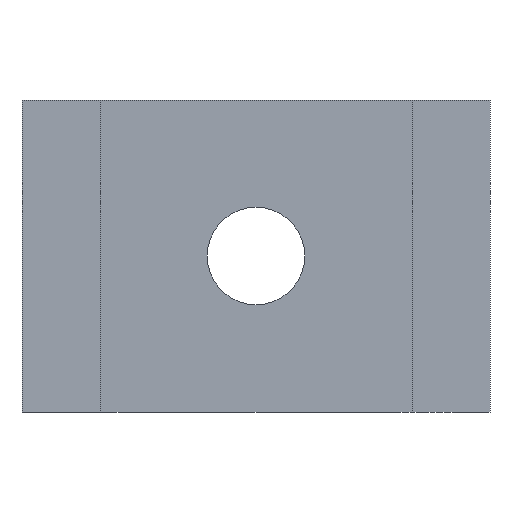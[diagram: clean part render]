
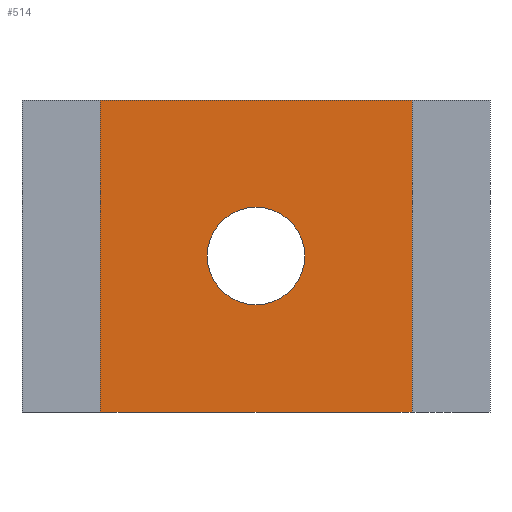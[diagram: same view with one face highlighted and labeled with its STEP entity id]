
A CAD part, front view. The second image highlights one B-rep face of the part: STEP entity #514.
In plain terms, the highlighted planar face has unit normal (0, -1, 0).
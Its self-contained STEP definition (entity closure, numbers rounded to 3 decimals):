
#4 = EDGE_LOOP ( 'NONE', ( #410, #91 ) ) ;
#30 = VERTEX_POINT ( 'NONE', #178 ) ;
#36 = EDGE_CURVE ( 'NONE', #219, #163, #205, .T. ) ;
#45 = EDGE_CURVE ( 'NONE', #163, #219, #231, .T. ) ;
#62 = EDGE_CURVE ( 'NONE', #332, #30, #341, .T. ) ;
#64 = ORIENTED_EDGE ( 'NONE', *, *, #239, .T. ) ;
#71 = LINE ( 'NONE', #75, #76 ) ;
#75 = CARTESIAN_POINT ( 'NONE',  ( -20., 2., 20. ) ) ;
#76 = VECTOR ( 'NONE', #77, 1000. ) ;
#77 = DIRECTION ( 'NONE',  ( 0., 0., -1. ) ) ;
#91 = ORIENTED_EDGE ( 'NONE', *, *, #45, .T. ) ;
#112 = CARTESIAN_POINT ( 'NONE',  ( 20., 2., -20. ) ) ;
#140 = CARTESIAN_POINT ( 'NONE',  ( -20., 2., 20. ) ) ;
#150 = CARTESIAN_POINT ( 'NONE',  ( -20., 2., -20. ) ) ;
#163 = VERTEX_POINT ( 'NONE', #393 ) ;
#178 = CARTESIAN_POINT ( 'NONE',  ( 20., 2., 20. ) ) ;
#205 = CIRCLE ( 'NONE', #206, 6.25 ) ;
#206 = AXIS2_PLACEMENT_3D ( 'NONE', #207, #208, #209 ) ;
#207 = CARTESIAN_POINT ( 'NONE',  ( 0., 2., 0. ) ) ;
#208 = DIRECTION ( 'NONE',  ( 0., 1., 0. ) ) ;
#209 = DIRECTION ( 'NONE',  ( 0., 0., 1. ) ) ;
#218 = ORIENTED_EDGE ( 'NONE', *, *, #491, .T. ) ;
#219 = VERTEX_POINT ( 'NONE', #414 ) ;
#231 = CIRCLE ( 'NONE', #232, 6.25 ) ;
#232 = AXIS2_PLACEMENT_3D ( 'NONE', #233, #234, #235 ) ;
#233 = CARTESIAN_POINT ( 'NONE',  ( 0., 2., 0. ) ) ;
#234 = DIRECTION ( 'NONE',  ( 0., 1., 0. ) ) ;
#235 = DIRECTION ( 'NONE',  ( 0., 0., 1. ) ) ;
#236 = ORIENTED_EDGE ( 'NONE', *, *, #62, .F. ) ;
#237 = EDGE_CURVE ( 'NONE', #30, #293, #415, .T. ) ;
#238 = ORIENTED_EDGE ( 'NONE', *, *, #237, .F. ) ;
#239 = EDGE_CURVE ( 'NONE', #353, #293, #419, .T. ) ;
#293 = VERTEX_POINT ( 'NONE', #112 ) ;
#332 = VERTEX_POINT ( 'NONE', #140 ) ;
#341 = LINE ( 'NONE', #342, #343 ) ;
#342 = CARTESIAN_POINT ( 'NONE',  ( 20., 2., 20. ) ) ;
#343 = VECTOR ( 'NONE', #344, 1000. ) ;
#344 = DIRECTION ( 'NONE',  ( 1., 0., 0. ) ) ;
#345 = FACE_BOUND ( 'NONE', #4, .T. ) ;
#346 = FACE_OUTER_BOUND ( 'NONE', #409, .T. ) ;
#347 = PLANE ( 'NONE',  #348 ) ;
#348 = AXIS2_PLACEMENT_3D ( 'NONE', #349, #350, #351 ) ;
#349 = CARTESIAN_POINT ( 'NONE',  ( 20., 2., 20. ) ) ;
#350 = DIRECTION ( 'NONE',  ( 0., 1., 0. ) ) ;
#351 = DIRECTION ( 'NONE',  ( 0., 0., 1. ) ) ;
#353 = VERTEX_POINT ( 'NONE', #150 ) ;
#393 = CARTESIAN_POINT ( 'NONE',  ( 0., 2., -6.25 ) ) ;
#409 = EDGE_LOOP ( 'NONE', ( #64, #238, #236, #218 ) ) ;
#410 = ORIENTED_EDGE ( 'NONE', *, *, #36, .T. ) ;
#414 = CARTESIAN_POINT ( 'NONE',  ( 0., 2., 6.25 ) ) ;
#415 = LINE ( 'NONE', #416, #417 ) ;
#416 = CARTESIAN_POINT ( 'NONE',  ( 20., 2., 20. ) ) ;
#417 = VECTOR ( 'NONE', #418, 1000. ) ;
#418 = DIRECTION ( 'NONE',  ( 0., 0., -1. ) ) ;
#419 = LINE ( 'NONE', #420, #421 ) ;
#420 = CARTESIAN_POINT ( 'NONE',  ( 20., 2., -20. ) ) ;
#421 = VECTOR ( 'NONE', #422, 1000. ) ;
#422 = DIRECTION ( 'NONE',  ( 1., 0., 0. ) ) ;
#491 = EDGE_CURVE ( 'NONE', #332, #353, #71, .T. ) ;
#514 = ADVANCED_FACE ( 'NONE', ( #345, #346 ), #347, .F. ) ;
